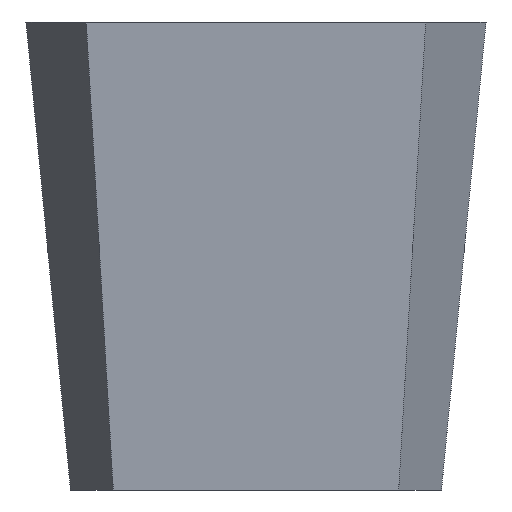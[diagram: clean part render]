
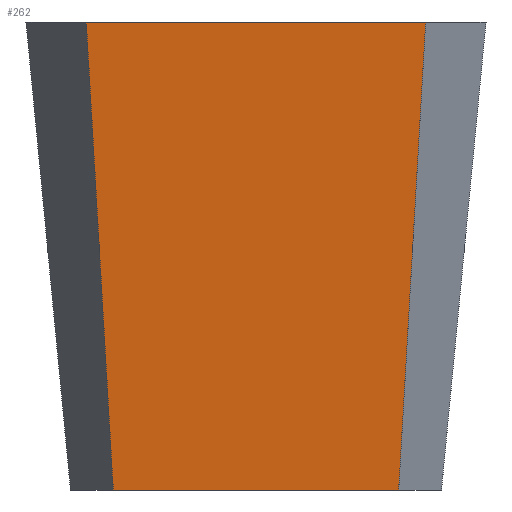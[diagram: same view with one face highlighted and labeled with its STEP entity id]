
A CAD part, left-side view. The second image highlights one B-rep face of the part: STEP entity #262.
In plain terms, the highlighted planar face has unit normal (-0.996, 0, -0.087).
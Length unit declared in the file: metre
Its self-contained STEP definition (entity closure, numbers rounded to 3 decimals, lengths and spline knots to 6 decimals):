
#46=ORIENTED_EDGE('',*,*,#111,.T.);
#47=ORIENTED_EDGE('',*,*,#112,.F.);
#48=ORIENTED_EDGE('',*,*,#94,.F.);
#49=ORIENTED_EDGE('',*,*,#110,.T.);
#94=EDGE_CURVE('',#128,#129,#152,.F.);
#110=EDGE_CURVE('',#128,#142,#162,.T.);
#111=EDGE_CURVE('',#142,#143,#163,.F.);
#112=EDGE_CURVE('',#129,#143,#164,.T.);
#128=VERTEX_POINT('',#388);
#129=VERTEX_POINT('',#390);
#142=VERTEX_POINT('',#422);
#143=VERTEX_POINT('',#426);
#152=LINE('',#389,#178);
#162=LINE('',#423,#188);
#163=LINE('',#425,#189);
#164=LINE('',#427,#190);
#178=VECTOR('',#314,1.);
#188=VECTOR('',#344,1.);
#189=VECTOR('',#347,1.);
#190=VECTOR('',#348,1.);
#210=EDGE_LOOP('',(#46,#47,#48,#49));
#232=FACE_BOUND('',#210,.T.);
#249=PLANE('',#296);
#262=ADVANCED_FACE('',(#232),#249,.T.);
#296=AXIS2_PLACEMENT_3D('',#424,#345,#346);
#314=DIRECTION('',(0.,1.,0.));
#344=DIRECTION('',(0.087,-0.057,-0.995));
#345=DIRECTION('',(-0.996,0.,-0.087));
#346=DIRECTION('',(-0.087,0.,0.996));
#347=DIRECTION('',(0.,1.,0.));
#348=DIRECTION('',(0.087,0.057,-0.995));
#388=CARTESIAN_POINT('',(-0.004935,0.005946,0.0164));
#389=CARTESIAN_POINT('',(-0.004935,0.00575,0.0164));
#390=CARTESIAN_POINT('',(-0.004935,-0.005946,0.0164));
#422=CARTESIAN_POINT('',(-0.0035,0.005,0.));
#423=CARTESIAN_POINT('',(-0.003504,0.005002,0.000043));
#424=CARTESIAN_POINT('',(-0.0035,0.00575,0.));
#425=CARTESIAN_POINT('',(-0.0035,0.00575,0.));
#426=CARTESIAN_POINT('',(-0.0035,-0.005,0.));
#427=CARTESIAN_POINT('',(-0.003513,-0.005009,0.00015));
